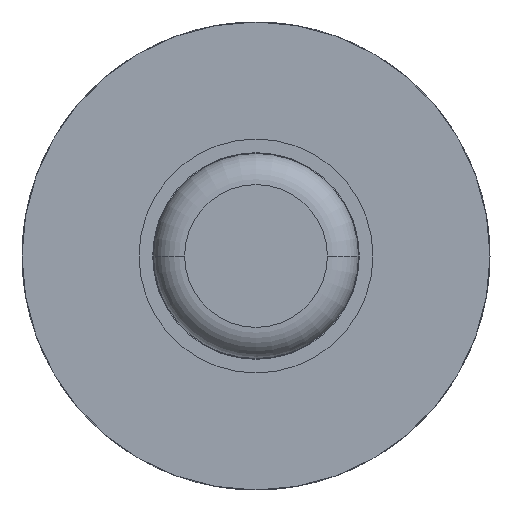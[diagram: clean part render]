
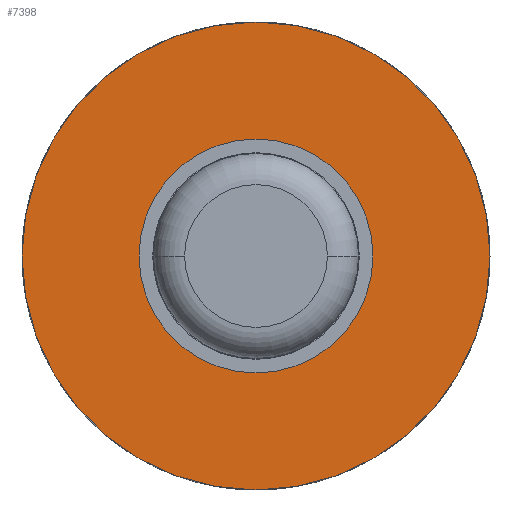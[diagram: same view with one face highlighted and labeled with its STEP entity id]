
A CAD part, front view. The second image highlights one B-rep face of the part: STEP entity #7398.
In plain terms, the highlighted planar face has unit normal (0, -1, 0).
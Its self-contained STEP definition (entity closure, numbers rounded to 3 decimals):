
#323 = CARTESIAN_POINT ( 'NONE',  ( 0., 27.3, 0. ) ) ;
#339 = CARTESIAN_POINT ( 'NONE',  ( 0., 27.3, 3. ) ) ;
#555 = EDGE_CURVE ( 'Defeature ausgef�hrt1_49+Defeature ausgef�hrt1_48+Defeature ausgef�hrt1_48+Defeature ausgef�hrt1_48', #4822, #2152, #3604, .T. ) ;
#796 = AXIS2_PLACEMENT_3D ( 'NONE', #323, #7837, #8548 ) ;
#846 = EDGE_LOOP ( 'NONE', ( #6199, #7163 ) ) ;
#898 = FACE_BOUND ( 'NONE', #2409, .T. ) ;
#1044 = CARTESIAN_POINT ( 'NONE',  ( 0., 27.3, -3. ) ) ;
#1324 = EDGE_CURVE ( 'Defeature ausgef�hrt1_48+Defeature ausgef�hrt1_9+Defeature ausgef�hrt1_9+Defeature ausgef�hrt1_9', #6912, #5325, #4907, .T. ) ;
#1392 = DIRECTION ( 'NONE',  ( 0., 0., 1. ) ) ;
#1424 = EDGE_CURVE ( 'Defeature ausgef�hrt1_48+Defeature ausgef�hrt1_9+Defeature ausgef�hrt1_9+Defeature ausgef�hrt1_9', #5325, #6912, #4568, .T. ) ;
#1520 = AXIS2_PLACEMENT_3D ( 'NONE', #6081, #1921, #3929 ) ;
#1921 = DIRECTION ( 'NONE',  ( 0., 1., 0. ) ) ;
#2152 = VERTEX_POINT ( 'NONE', #1044 ) ;
#2409 = EDGE_LOOP ( 'NONE', ( #7055, #4646 ) ) ;
#3030 = AXIS2_PLACEMENT_3D ( 'NONE', #5583, #6374, #1392 ) ;
#3173 = FACE_OUTER_BOUND ( 'NONE', #846, .T. ) ;
#3563 = DIRECTION ( 'NONE',  ( 0., 0., 1. ) ) ;
#3604 = CIRCLE ( 'NONE', #1520, 3. ) ;
#3929 = DIRECTION ( 'NONE',  ( 0., 0., 1. ) ) ;
#4021 = CARTESIAN_POINT ( 'NONE',  ( 0., 27.3, 0. ) ) ;
#4142 = DIRECTION ( 'NONE',  ( 0., 1., 0. ) ) ;
#4568 = CIRCLE ( 'NONE', #3030, 0.9 ) ;
#4646 = ORIENTED_EDGE ( 'NONE', *, *, #1324, .T. ) ;
#4822 = VERTEX_POINT ( 'NONE', #339 ) ;
#4907 = CIRCLE ( 'NONE', #8336, 0.9 ) ;
#4950 = AXIS2_PLACEMENT_3D ( 'NONE', #7683, #7604, #3563 ) ;
#5325 = VERTEX_POINT ( 'NONE', #6019 ) ;
#5583 = CARTESIAN_POINT ( 'NONE',  ( 0., 27.3, 0. ) ) ;
#6019 = CARTESIAN_POINT ( 'NONE',  ( 0., 27.3, 0.9 ) ) ;
#6081 = CARTESIAN_POINT ( 'NONE',  ( 0., 27.3, 0. ) ) ;
#6169 = DIRECTION ( 'NONE',  ( 0., 0., 1. ) ) ;
#6199 = ORIENTED_EDGE ( 'NONE', *, *, #555, .F. ) ;
#6374 = DIRECTION ( 'NONE',  ( 0., 1., 0. ) ) ;
#6912 = VERTEX_POINT ( 'NONE', #8273 ) ;
#7055 = ORIENTED_EDGE ( 'NONE', *, *, #1424, .T. ) ;
#7062 = EDGE_CURVE ( 'Defeature ausgef�hrt1_49+Defeature ausgef�hrt1_48+Defeature ausgef�hrt1_48+Defeature ausgef�hrt1_48', #2152, #4822, #8740, .T. ) ;
#7163 = ORIENTED_EDGE ( 'NONE', *, *, #7062, .F. ) ;
#7398 = ADVANCED_FACE ( 'Defeature ausgef�hrt1_48', ( #3173, #898 ), #7653, .F. ) ;
#7604 = DIRECTION ( 'NONE',  ( 0., 1., 0. ) ) ;
#7653 = PLANE ( 'NONE',  #4950 ) ;
#7683 = CARTESIAN_POINT ( 'NONE',  ( 0.9, 27.3, 0. ) ) ;
#7837 = DIRECTION ( 'NONE',  ( 0., 1., 0. ) ) ;
#8273 = CARTESIAN_POINT ( 'NONE',  ( 0., 27.3, -0.9 ) ) ;
#8336 = AXIS2_PLACEMENT_3D ( 'NONE', #4021, #4142, #6169 ) ;
#8548 = DIRECTION ( 'NONE',  ( 0., 0., 1. ) ) ;
#8740 = CIRCLE ( 'NONE', #796, 3. ) ;
